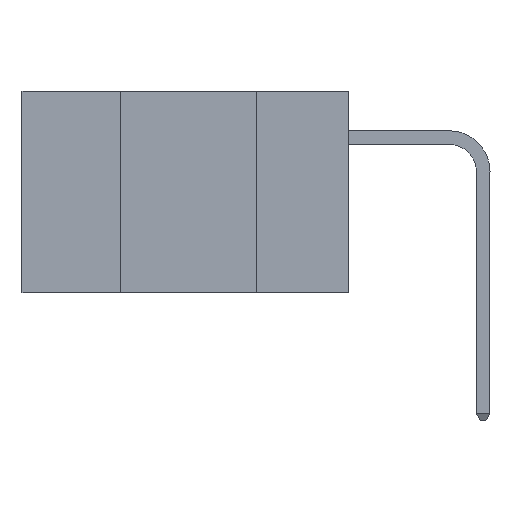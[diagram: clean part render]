
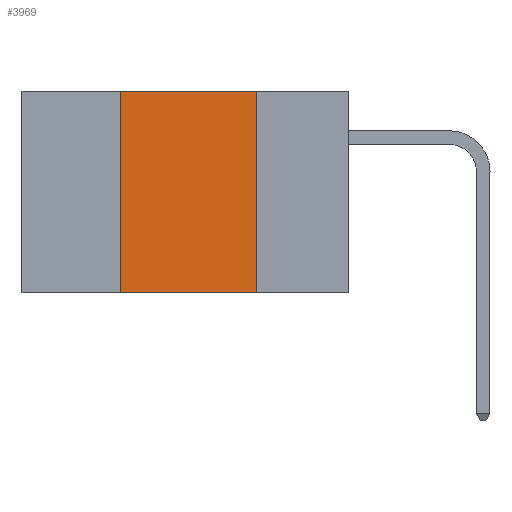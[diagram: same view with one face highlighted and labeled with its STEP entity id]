
A CAD part, left-side view. The second image highlights one B-rep face of the part: STEP entity #3969.
In plain terms, the highlighted planar face has unit normal (-1, 0, 0).
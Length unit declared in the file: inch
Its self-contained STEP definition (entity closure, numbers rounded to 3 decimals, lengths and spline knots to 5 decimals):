
#127 = CARTESIAN_POINT ( 'NONE',  ( 0., 0.6, -0.37 ) ) ;
#276 = VECTOR ( 'NONE', #1267, 39.37008 ) ;
#528 = VECTOR ( 'NONE', #6304, 39.37008 ) ;
#791 = VECTOR ( 'NONE', #8332, 39.37008 ) ;
#1017 = CARTESIAN_POINT ( 'NONE',  ( 0., 0.17, 0. ) ) ;
#1267 = DIRECTION ( 'NONE',  ( 0., 0., 1. ) ) ;
#1578 = EDGE_LOOP ( 'NONE', ( #3095, #3231, #2980, #2926 ) ) ;
#2059 = CARTESIAN_POINT ( 'NONE',  ( 0., 0.6, 0. ) ) ;
#2926 = ORIENTED_EDGE ( 'NONE', *, *, #15037, .T. ) ;
#2980 = ORIENTED_EDGE ( 'NONE', *, *, #5007, .F. ) ;
#3095 = ORIENTED_EDGE ( 'NONE', *, *, #11094, .F. ) ;
#3231 = ORIENTED_EDGE ( 'NONE', *, *, #6631, .F. ) ;
#3252 = VECTOR ( 'NONE', #4636, 39.37008 ) ;
#3563 = FACE_OUTER_BOUND ( 'NONE', #1578, .T. ) ;
#3729 = LINE ( 'NONE', #13869, #276 ) ;
#3965 = LINE ( 'NONE', #127, #528 ) ;
#3969 = ADVANCED_FACE ( 'NONE', ( #3563 ), #7047, .F. ) ;
#4636 = DIRECTION ( 'NONE',  ( 0., -1., 0. ) ) ;
#5007 = EDGE_CURVE ( 'NONE', #7131, #8728, #3729, .T. ) ;
#6304 = DIRECTION ( 'NONE',  ( 0., -1., 0. ) ) ;
#6418 = LINE ( 'NONE', #2059, #3252 ) ;
#6631 = EDGE_CURVE ( 'NONE', #8728, #11044, #6418, .T. ) ;
#6668 = CARTESIAN_POINT ( 'NONE',  ( 0., 0.42, -0.37 ) ) ;
#7047 = PLANE ( 'NONE',  #8363 ) ;
#7131 = VERTEX_POINT ( 'NONE', #6668 ) ;
#7320 = LINE ( 'NONE', #1017, #791 ) ;
#8332 = DIRECTION ( 'NONE',  ( 0., 0., -1. ) ) ;
#8363 = AXIS2_PLACEMENT_3D ( 'NONE', #10205, #13993, #9645 ) ;
#8728 = VERTEX_POINT ( 'NONE', #15044 ) ;
#9645 = DIRECTION ( 'NONE',  ( 0., 0., -1. ) ) ;
#10205 = CARTESIAN_POINT ( 'NONE',  ( 0., 0.6, 0. ) ) ;
#11044 = VERTEX_POINT ( 'NONE', #13772 ) ;
#11094 = EDGE_CURVE ( 'NONE', #11044, #11836, #7320, .T. ) ;
#11836 = VERTEX_POINT ( 'NONE', #13854 ) ;
#13772 = CARTESIAN_POINT ( 'NONE',  ( 0., 0.17, 0. ) ) ;
#13854 = CARTESIAN_POINT ( 'NONE',  ( 0., 0.17, -0.37 ) ) ;
#13869 = CARTESIAN_POINT ( 'NONE',  ( 0., 0.42, 0. ) ) ;
#13993 = DIRECTION ( 'NONE',  ( 1., 0., 0. ) ) ;
#15037 = EDGE_CURVE ( 'NONE', #7131, #11836, #3965, .T. ) ;
#15044 = CARTESIAN_POINT ( 'NONE',  ( 0., 0.42, 0. ) ) ;
